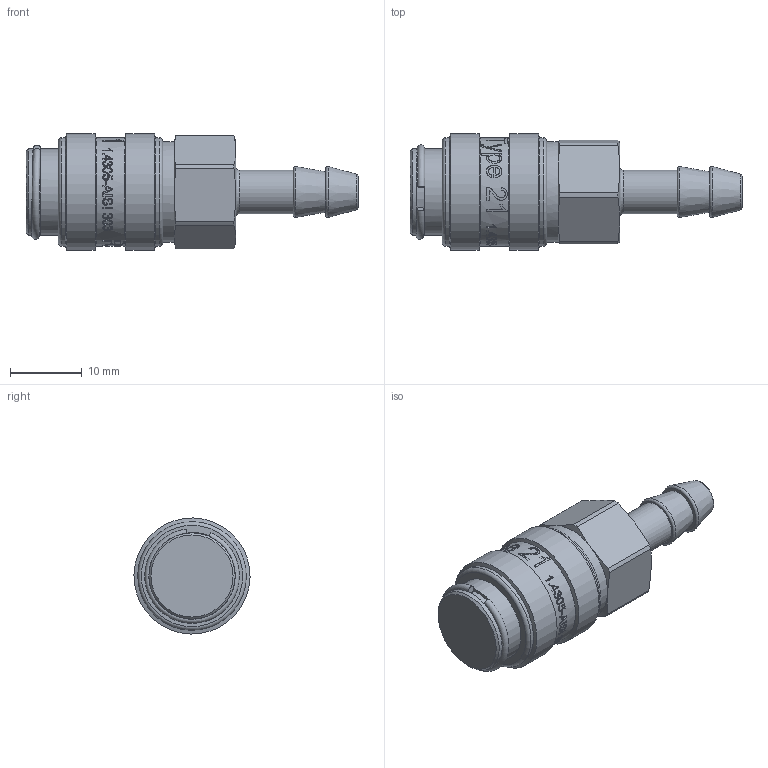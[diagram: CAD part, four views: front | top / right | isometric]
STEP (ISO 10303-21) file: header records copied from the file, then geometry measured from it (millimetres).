
FILE_DESCRIPTION((''),'2;1');
FILE_NAME('21kbtf06rvx.stp','2014-06-24T14:48:04',('IA176480'),(''),'Autodesk Inventor 2013','Autodesk Inventor 2013','');
FILE_SCHEMA(('AUTOMOTIVE_DESIGN { 1 0 10303 214 1 1 1 1 }'));
Length unit declared in the file: millimetre
Products named in the file (1): D110824
Bounding box: 46.15 x 16.14 x 16.14 mm (x, y, z)
Volume: 5186.8 mm3; surface area: 3535.1 mm2
Topology: 1 solids, 3 shells, 786 faces, 2085 edges, 1380 vertices
Faces by surface type: bspline 362, plane 296, cylinder 93, cone 27, torus 8
Full cylindrical faces by diameter (mm): 6.05 x1, 10.734 x1, 11.15 x1, 11.4 x1, 12 x3, 12.15 x2, 14 x3, 15.1 x3, 16.15 x2
Entity records: 119228 total; most frequent: CARTESIAN_POINT 101985, ORIENTED_EDGE 4068, DIRECTION 2088, EDGE_CURVE 2034, VERTEX_POINT 1370, B_SPLINE_CURVE_WITH_KNOTS 997, EDGE_LOOP 912, VECTOR 788
